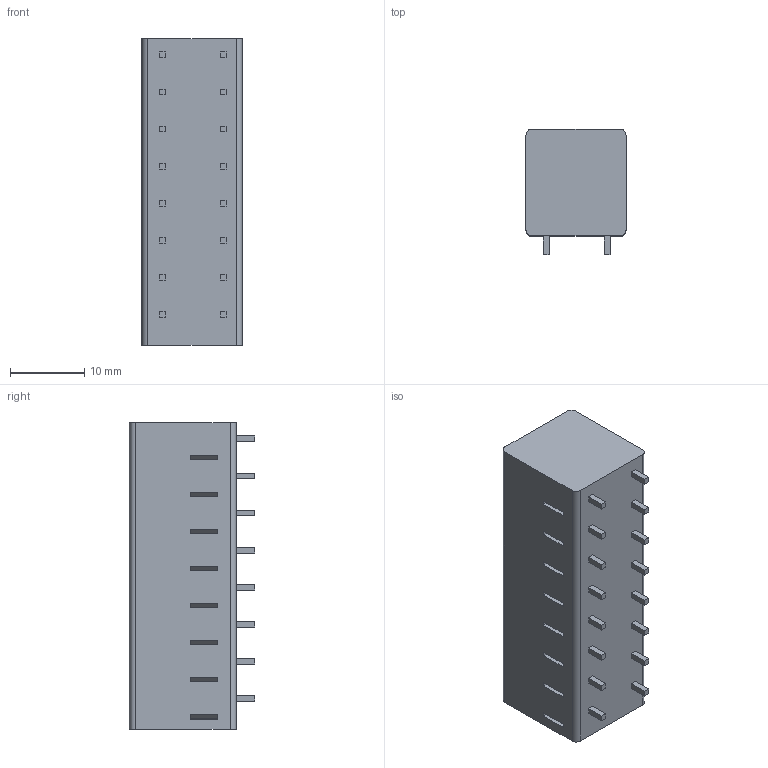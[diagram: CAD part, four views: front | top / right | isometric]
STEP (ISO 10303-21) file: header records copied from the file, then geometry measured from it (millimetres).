
FILE_DESCRIPTION((''),'2;1');
FILE_NAME('PRT0009','2024-09-23T',('sj'),(''),'PRO/ENGINEER BY PARAMETRIC TECHNOLOGY CORPORATION, 2013240','PRO/ENGINEER BY PARAMETRIC TECHNOLOGY CORPORATION, 2013240','');
FILE_SCHEMA(('AUTOMOTIVE_DESIGN_CC2 { 1 2 10303 214 -1 1 5 2 }'));
Length unit declared in the file: millimetre
Products named in the file (1): PRT0009
Bounding box: 13.5 x 16.9 x 41.4 mm (x, y, z)
Volume: 7657 mm3; surface area: 3178.1 mm2
Topology: 1 solids, 1 shells, 426 faces, 1008 edges, 640 vertices
Faces by surface type: plane 230, cylinder 132, torus 32, cone 16, bspline 16
Entity records: 12968 total; most frequent: CARTESIAN_POINT 3066, DIRECTION 2060, ORIENTED_EDGE 2016, EDGE_CURVE 1008, AXIS2_PLACEMENT_3D 722, VERTEX_POINT 640, VECTOR 616, LINE 616
